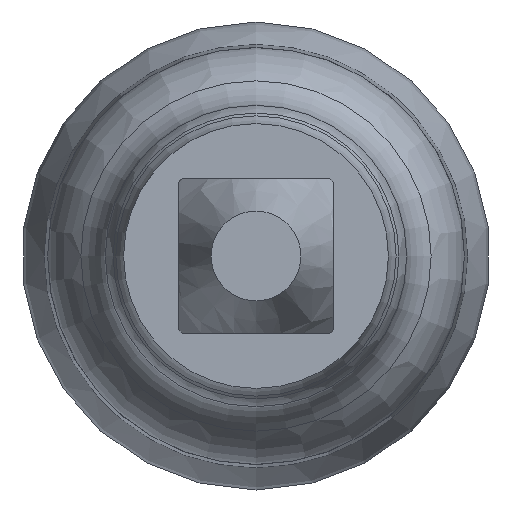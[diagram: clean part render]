
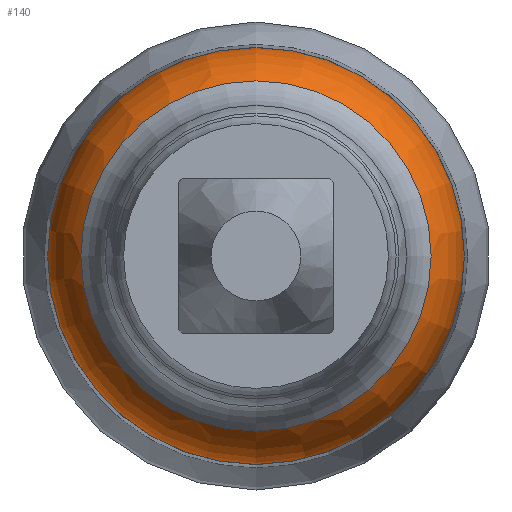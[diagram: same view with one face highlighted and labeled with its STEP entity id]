
A CAD part, left-side view. The second image highlights one B-rep face of the part: STEP entity #140.
In plain terms, the highlighted toroidal (fillet/blend) face has major radius 0.343 mm and minor radius 0.483 mm.
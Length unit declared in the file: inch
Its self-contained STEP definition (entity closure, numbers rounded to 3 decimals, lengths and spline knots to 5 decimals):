
#20 = FACE_OUTER_BOUND ( 'NONE', #771, .T. ) ;
#21 = CARTESIAN_POINT ( 'NONE',  ( 0.10161, 0., 0. ) ) ;
#92 = VERTEX_POINT ( 'NONE', #187 ) ;
#140 = ADVANCED_FACE ( 'NONE', ( #20, #756 ), #595, .T. ) ;
#146 = ORIENTED_EDGE ( 'NONE', *, *, #1191, .T. ) ;
#187 = CARTESIAN_POINT ( 'NONE',  ( 0.10161, 0., 0.02732 ) ) ;
#202 = CARTESIAN_POINT ( 'NONE',  ( 0.11463, 0., 0.0325 ) ) ;
#213 = DIRECTION ( 'NONE',  ( 0., 0., 1. ) ) ;
#361 = CARTESIAN_POINT ( 'NONE',  ( 0.11465, 0., 0. ) ) ;
#389 = CIRCLE ( 'NONE', #1021, 0.02732 ) ;
#409 = CIRCLE ( 'NONE', #555, 0.0325 ) ;
#465 = DIRECTION ( 'NONE',  ( -1., 0., 0. ) ) ;
#555 = AXIS2_PLACEMENT_3D ( 'NONE', #696, #601, #1069 ) ;
#583 = ORIENTED_EDGE ( 'NONE', *, *, #831, .F. ) ;
#595 = TOROIDAL_SURFACE ( 'NONE', #655, 0.0135, 0.019 ) ;
#601 = DIRECTION ( 'NONE',  ( -1., 0., 0. ) ) ;
#613 = DIRECTION ( 'NONE',  ( -1., 0., 0. ) ) ;
#620 = DIRECTION ( 'NONE',  ( 0., 0., 1. ) ) ;
#655 = AXIS2_PLACEMENT_3D ( 'NONE', #361, #613, #620 ) ;
#661 = EDGE_LOOP ( 'NONE', ( #146 ) ) ;
#696 = CARTESIAN_POINT ( 'NONE',  ( 0.11463, 0., 0. ) ) ;
#756 = FACE_OUTER_BOUND ( 'NONE', #661, .T. ) ;
#771 = EDGE_LOOP ( 'NONE', ( #583 ) ) ;
#831 = EDGE_CURVE ( 'NONE', #92, #92, #389, .T. ) ;
#946 = VERTEX_POINT ( 'NONE', #202 ) ;
#1021 = AXIS2_PLACEMENT_3D ( 'NONE', #21, #465, #213 ) ;
#1069 = DIRECTION ( 'NONE',  ( 0., 0., 1. ) ) ;
#1191 = EDGE_CURVE ( 'NONE', #946, #946, #409, .T. ) ;
